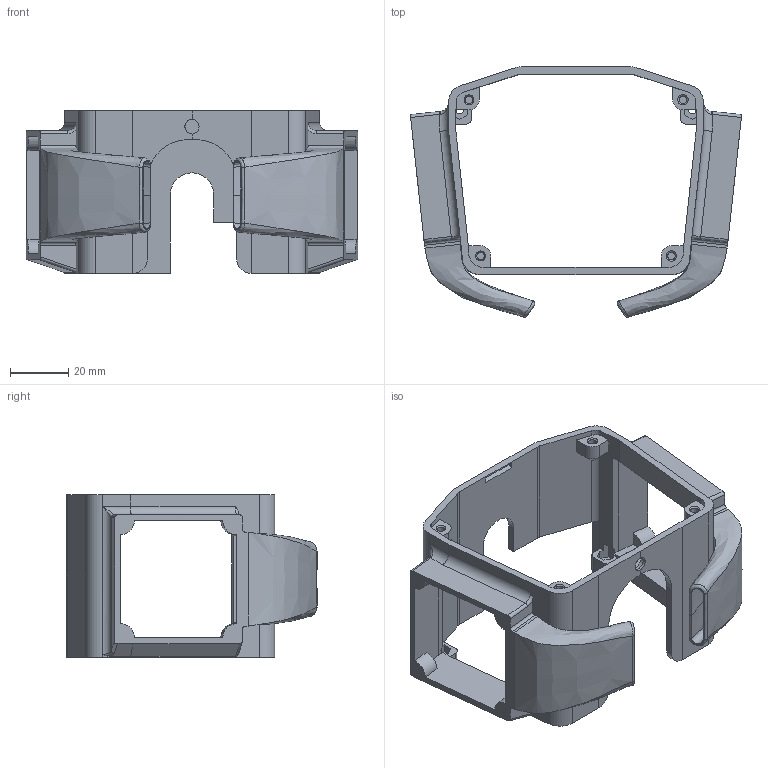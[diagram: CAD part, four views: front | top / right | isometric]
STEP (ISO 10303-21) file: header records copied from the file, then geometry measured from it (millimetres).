
FILE_DESCRIPTION (( 'STEP AP214' ), '1' );
FILE_NAME ('Vyper Gehäuse Klick.STEP', '2022-09-09T22:55:43', ( '' ), ( '' ), 'SwSTEP 2.0', 'SolidWorks 2021', '' );
FILE_SCHEMA (( 'AUTOMOTIVE_DESIGN' ));
Length unit declared in the file: millimetre
Products named in the file (1): Vyper Gehäuse Klick
Bounding box: 114.22 x 86.22 x 56 mm (x, y, z)
Volume: 45148.4 mm3; surface area: 43162.5 mm2
Topology: 3 solids, 3 shells, 319 faces, 891 edges, 577 vertices
Faces by surface type: plane 186, cylinder 81, bspline 40, cone 12
Entity records: 32937 total; most frequent: CARTESIAN_POINT 24931, ORIENTED_EDGE 1778, DIRECTION 1490, EDGE_CURVE 889, VECTOR 596, LINE 596, VERTEX_POINT 577, AXIS2_PLACEMENT_3D 447
